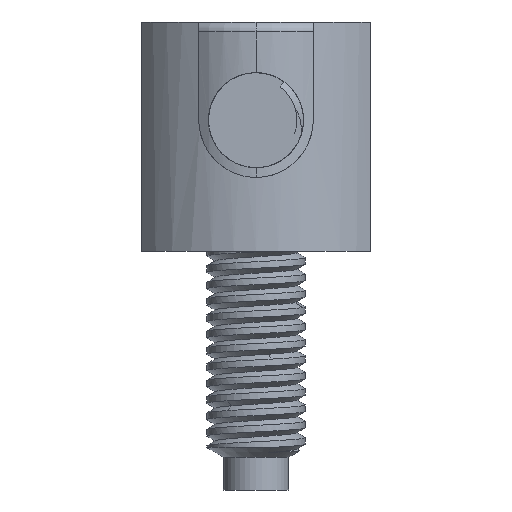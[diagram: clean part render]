
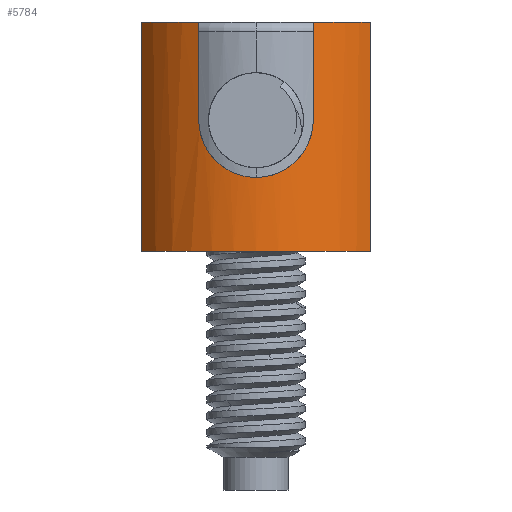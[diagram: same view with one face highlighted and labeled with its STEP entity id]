
A CAD part, front view. The second image highlights one B-rep face of the part: STEP entity #5784.
In plain terms, the highlighted cylindrical face has radius 4.236 mm (diameter 8.472 mm), a partial arc.
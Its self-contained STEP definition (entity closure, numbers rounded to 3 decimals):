
#20=CARTESIAN_POINT('',(0.,0.286,0.));
#21=DIRECTION('',(0.,0.,1.));
#22=DIRECTION('',(-0.826,-0.563,0.));
#23=AXIS2_PLACEMENT_3D('',#20,#21,#22);
#38=CARTESIAN_POINT('',(0.,0.286,0.));
#39=DIRECTION('',(0.,0.,1.));
#40=DIRECTION('',(0.413,-0.911,0.));
#41=AXIS2_PLACEMENT_3D('',#38,#39,#40);
#1045=DIRECTION('',(0.,0.,1.));
#1046=VECTOR('',#1045,3.);
#1047=CARTESIAN_POINT('',(1.75,-3.572,-3.));
#1048=LINE('',#1047,#1046);
#1049=DIRECTION('',(0.,0.,-1.));
#1050=VECTOR('',#1049,7.);
#1051=CARTESIAN_POINT('',(-3.5,-2.1,0.));
#1052=LINE('',#1051,#1050);
#1053=DIRECTION('',(0.,0.,1.));
#1054=VECTOR('',#1053,3.);
#1055=CARTESIAN_POINT('',(-1.75,-3.572,-3.));
#1056=LINE('',#1055,#1054);
#1057=CARTESIAN_POINT('',(1.75,-3.572,-3.));
#1058=CARTESIAN_POINT('',(1.75,-3.572,-3.103));
#1059=CARTESIAN_POINT('',(1.732,-3.58,
-3.309));
#1060=CARTESIAN_POINT('',(1.646,-3.618,
-3.624));
#1061=CARTESIAN_POINT('',(1.502,-3.676,
-3.918));
#1062=CARTESIAN_POINT('',(1.303,-3.747,
-4.184));
#1063=CARTESIAN_POINT('',(1.058,-3.819,
-4.407));
#1064=CARTESIAN_POINT('',(0.774,-3.882,
-4.581));
#1065=CARTESIAN_POINT('',(0.472,-3.927,
-4.695));
#1066=CARTESIAN_POINT('',(0.155,-3.951,
-4.753));
#1067=CARTESIAN_POINT('',(-0.156,-3.951,
-4.753));
#1068=CARTESIAN_POINT('',(-0.473,-3.927,
-4.695));
#1069=CARTESIAN_POINT('',(-0.775,-3.882,
-4.581));
#1070=CARTESIAN_POINT('',(-1.059,-3.819,
-4.407));
#1071=CARTESIAN_POINT('',(-1.303,-3.747,
-4.184));
#1072=CARTESIAN_POINT('',(-1.502,-3.676,
-3.917));
#1073=CARTESIAN_POINT('',(-1.646,-3.618,
-3.624));
#1074=CARTESIAN_POINT('',(-1.732,-3.58,
-3.309));
#1075=CARTESIAN_POINT('',(-1.75,-3.572,-3.103));
#1076=CARTESIAN_POINT('',(-1.75,-3.572,-3.));
#1131=DIRECTION('',(0.,0.,-1.));
#1132=VECTOR('',#1131,7.);
#1133=CARTESIAN_POINT('',(3.5,-2.1,0.));
#1134=LINE('',#1133,#1132);
#1143=CARTESIAN_POINT('',(0.,0.286,-7.));
#1144=DIRECTION('',(0.,0.,1.));
#1145=DIRECTION('',(-0.826,-0.563,0.));
#1146=AXIS2_PLACEMENT_3D('',#1143,#1144,#1145);
#4926=CARTESIAN_POINT('',(3.5,-2.1,0.));
#4928=VERTEX_POINT('',#4926);
#4932=CARTESIAN_POINT('',(-3.5,-2.1,0.));
#4933=VERTEX_POINT('',#4932);
#4934=CARTESIAN_POINT('',(-3.5,-2.1,-7.));
#4935=CARTESIAN_POINT('',(3.5,-2.1,-7.));
#4936=VERTEX_POINT('',#4934);
#4937=VERTEX_POINT('',#4935);
#4968=CARTESIAN_POINT('',(1.75,-3.572,0.));
#4970=VERTEX_POINT('',#4968);
#4972=CARTESIAN_POINT('',(-1.75,-3.572,0.));
#4974=VERTEX_POINT('',#4972);
#4976=CARTESIAN_POINT('',(1.75,-3.572,-3.));
#4977=VERTEX_POINT('',#4976);
#4978=VERTEX_POINT('',#1076);
#5764=CARTESIAN_POINT('',(0.,0.286,0.));
#5765=DIRECTION('',(0.,0.,1.));
#5766=DIRECTION('',(1.,0.,0.));
#5767=AXIS2_PLACEMENT_3D('',#5764,#5765,#5766);
#5768=CYLINDRICAL_SURFACE('',#5767,4.236);
#5770=ORIENTED_EDGE('',*,*,#5769,.T.);
#5771=ORIENTED_EDGE('',*,*,#5238,.T.);
#5773=ORIENTED_EDGE('',*,*,#5772,.T.);
#5775=ORIENTED_EDGE('',*,*,#5774,.F.);
#5777=ORIENTED_EDGE('',*,*,#5776,.F.);
#5778=ORIENTED_EDGE('',*,*,#5230,.T.);
#5780=ORIENTED_EDGE('',*,*,#5779,.F.);
#5781=ORIENTED_EDGE('',*,*,#5752,.F.);
#5782=EDGE_LOOP('',(#5770,#5771,#5773,#5775,#5777,#5778,#5780,#5781));
#5783=FACE_OUTER_BOUND('',#5782,.F.);
#5784=ADVANCED_FACE('',(#5783),#5768,.T.);
#24=CIRCLE('',#23,4.236);
#42=CIRCLE('',#41,4.236);
#1077=B_SPLINE_CURVE_WITH_KNOTS('',3,(#1057,#1058,#1059,#1060,#1061,#1062,#1063,
#1064,#1065,#1066,#1067,#1068,#1069,#1070,#1071,#1072,#1073,#1074,#1075,#1076),
.UNSPECIFIED.,.F.,.F.,(4,1,1,1,1,1,1,1,1,1,1,1,1,1,1,1,1,4),(0.,
0.059,0.118,0.176,0.235,
0.294,0.353,0.412,0.471,
0.529,0.588,0.647,0.706,
0.765,0.824,0.882,0.941,1.),
.UNSPECIFIED.);
#1147=CIRCLE('',#1146,4.236);
#5230=EDGE_CURVE('',#4933,#4974,#24,.T.);
#5238=EDGE_CURVE('',#4970,#4928,#42,.T.);
#5752=EDGE_CURVE('',#4977,#4978,#1077,.T.);
#5769=EDGE_CURVE('',#4977,#4970,#1048,.T.);
#5772=EDGE_CURVE('',#4928,#4937,#1134,.T.);
#5774=EDGE_CURVE('',#4936,#4937,#1147,.T.);
#5776=EDGE_CURVE('',#4933,#4936,#1052,.T.);
#5779=EDGE_CURVE('',#4978,#4974,#1056,.T.);
